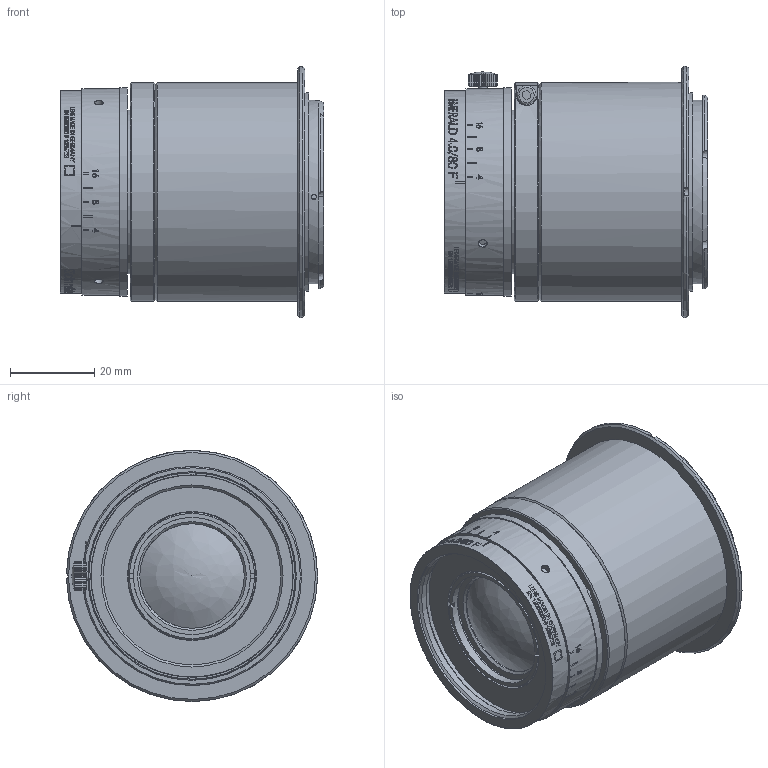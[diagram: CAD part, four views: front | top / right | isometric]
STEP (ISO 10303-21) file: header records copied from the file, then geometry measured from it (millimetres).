
FILE_DESCRIPTION(/* description */ (''),/* implementation_level */ '2;1');
FILE_NAME(/* name */ '1085723_00156091_002.stp',/* time_stamp */ '2021-10-27T08:42:04+02:00',/* author */ (''),/* organization */ (''),/* preprocessor_version */ 'ST-DEVELOPER v16',/* originating_system */ 'SIEMENS PLM Software NX 10.0',/* authorisation */ '');
FILE_SCHEMA (('AP203_CONFIGURATION_CONTROLLED_3D_DESIGN_OF_MECHANICAL_PARTS_AND_ASSEMBLIES_MIM_LF { 1 0 10303 403 2 1 2}'));
Length unit declared in the file: millimetre
Products named in the file (1): Froe38C8A6FDmft4
Bounding box: 62.62 x 59.6 x 59.6 mm (x, y, z)
Volume: 82.7 mm3; surface area: 27184.5 mm2
Topology: 1 solids, 4 shells, 545 faces, 1889 edges, 1477 vertices
Faces by surface type: cylinder 242, plane 242, cone 47, extrusion 10, bspline 2, torus 1, sphere 1
Full cylindrical faces by diameter (mm): 1 x2, 1.2 x1, 2 x1, 2.05 x4, 2.5 x1, 2.8 x1, 4.5 x1, 22.8 x1, 23.8 x1, 24.8 x1, 25.2 x1, 25.358 x1, 26.1 x1, 27.8 x1, 29 x1, 29.7 x1, 30.6 x1, 36.2 x1, 36.4 x1, 38.8 x1, 40 x2, 40.1 x1, 40.5 x1, 41.6 x1, 42.188 x1, 43.2 x2, 43.5 x1, 47 x1, 48 x2, 49 x2
Entity records: 23388 total; most frequent: CARTESIAN_POINT 8424, ORIENTED_EDGE 3549, DIRECTION 2300, EDGE_CURVE 1795, VERTEX_POINT 1452, B_SPLINE_CURVE_WITH_KNOTS 934, AXIS2_PLACEMENT_3D 925, EDGE_LOOP 763
